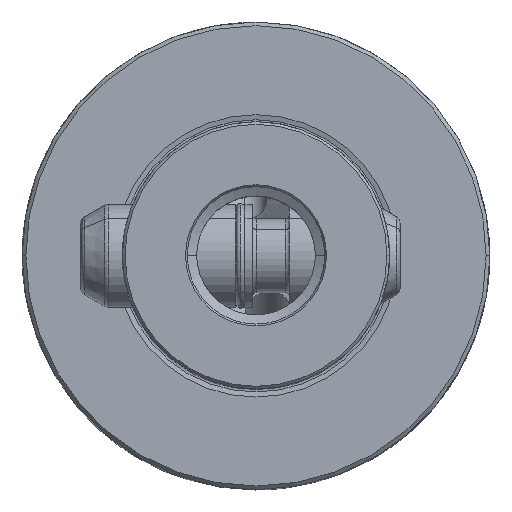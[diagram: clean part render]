
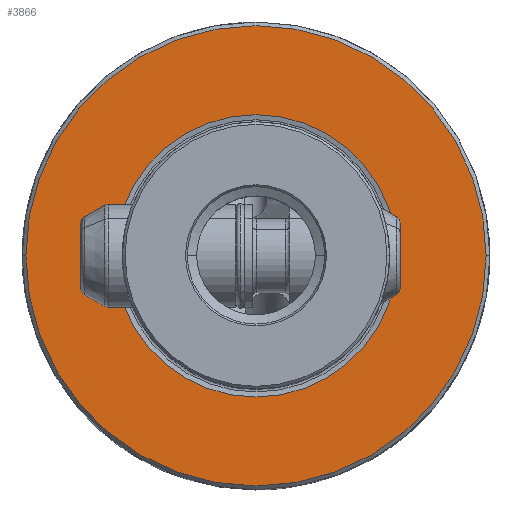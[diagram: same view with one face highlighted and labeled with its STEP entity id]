
A CAD part, top view. The second image highlights one B-rep face of the part: STEP entity #3866.
In plain terms, the highlighted planar face has unit normal (0, 0, 1).
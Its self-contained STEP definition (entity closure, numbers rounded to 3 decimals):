
#3210=VERTEX_POINT('NONE',#7491);
#3474=EDGE_CURVE('NONE',#6184,#3210,#7780,.T.);
#3712=VERTEX_POINT('NONE',#8049);
#3866=ADVANCED_FACE('NONE',(#8222,#8223),#8224,.T.);
#3938=EDGE_CURVE('NONE',#4652,#3712,#8305,.T.);
#4534=EDGE_CURVE('NONE',#3210,#6184,#8984,.T.);
#4652=VERTEX_POINT('NONE',#9119);
#6050=EDGE_CURVE('NONE',#3712,#4652,#10687,.T.);
#6184=VERTEX_POINT('NONE',#10838);
#7491=CARTESIAN_POINT('',(-31.0,0.,0.0));
#7780=CIRCLE('',#13151,31.0);
#8049=CARTESIAN_POINT('',(19.012,0.,0.0));
#8222=FACE_OUTER_BOUND('',#13830,.T.);
#8223=FACE_BOUND('',#13831,.T.);
#8224=PLANE('',#13832);
#8305=CIRCLE('',#13952,19.012);
#8984=CIRCLE('',#15018,31.0);
#9119=CARTESIAN_POINT('',(-19.012,0.,0.0));
#10687=CIRCLE('',#17762,19.012);
#10838=CARTESIAN_POINT('',(31.0,0.,0.0));
#13151=AXIS2_PLACEMENT_3D('',#19836,#19837,#19838);
#13830=EDGE_LOOP('',(#20403,#20404));
#13831=EDGE_LOOP('',(#20405,#20406));
#13832=AXIS2_PLACEMENT_3D('',#20407,#20408,#20409);
#13952=AXIS2_PLACEMENT_3D('',#20505,#20506,#20507);
#15018=AXIS2_PLACEMENT_3D('',#21419,#21420,#21421);
#17762=AXIS2_PLACEMENT_3D('',#23568,#23569,#23570);
#19836=CARTESIAN_POINT('',(0.0,0.0,0.0));
#19837=DIRECTION('',(0.0,0.0,-1.0));
#19838=DIRECTION('',(0.0,1.0,0.0));
#20403=ORIENTED_EDGE('',*,*,#4534,.F.);
#20404=ORIENTED_EDGE('',*,*,#3474,.F.);
#20405=ORIENTED_EDGE('',*,*,#6050,.F.);
#20406=ORIENTED_EDGE('',*,*,#3938,.F.);
#20407=CARTESIAN_POINT('',(-18.0,0.0,0.0));
#20408=DIRECTION('',(0.0,-0.0,1.0));
#20409=DIRECTION('',(0.0,1.0,0.0));
#20505=CARTESIAN_POINT('',(0.0,0.0,0.0));
#20506=DIRECTION('',(0.0,-0.0,1.0));
#20507=DIRECTION('',(0.0,1.0,0.0));
#21419=CARTESIAN_POINT('',(0.0,0.0,0.0));
#21420=DIRECTION('',(0.0,0.0,-1.0));
#21421=DIRECTION('',(0.0,1.0,0.0));
#23568=CARTESIAN_POINT('',(0.0,0.0,0.0));
#23569=DIRECTION('',(0.0,-0.0,1.0));
#23570=DIRECTION('',(0.0,1.0,0.0));
